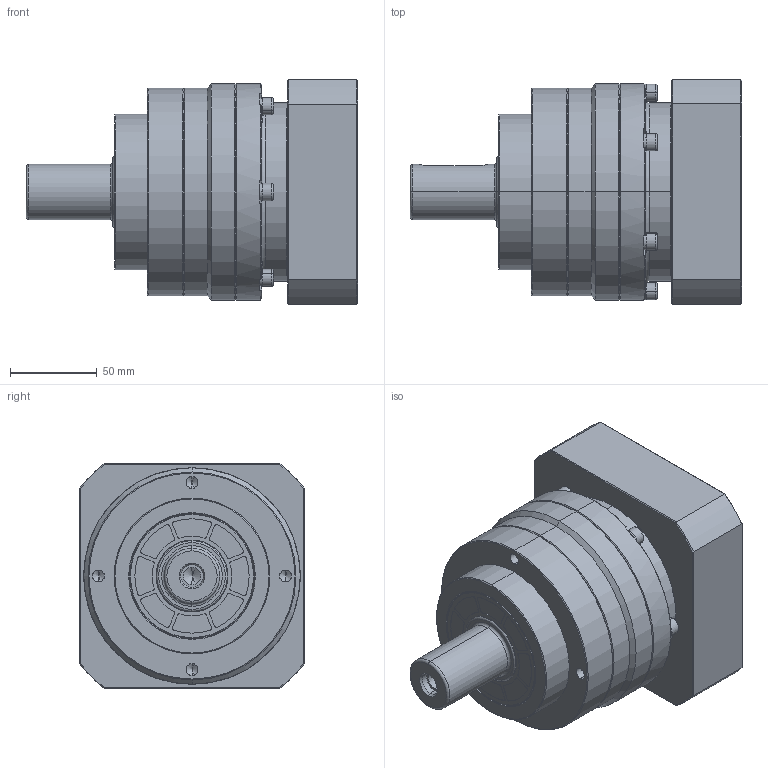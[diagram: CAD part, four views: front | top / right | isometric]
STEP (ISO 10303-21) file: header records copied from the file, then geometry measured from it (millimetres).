
FILE_DESCRIPTION (( 'STEP AP203' ), '1' );
FILE_NAME ('KE115L1-110-22-M8-145俋倛芞.STEP', '2022-10-20T07:45:31', ( 'PC' ), ( 'Microsoft' ), 'SwSTEP 2.0', 'SolidWorks 2016', '' );
FILE_SCHEMA (( 'CONFIG_CONTROL_DESIGN' ));
Length unit declared in the file: millimetre
Products named in the file (14): hexagon socket head cap screws gb_GB_FASTENER_SCREWS_HSHCS M6X25-N; KE115一级齿圈外形图; 24-22曹噤杶; 笢潔楊擘 KS115 俋倛芞; KE115圆输出法兰外形图; 萇儂楊擘俋倛芞 KB115 D110-M8-145F130H38.5; KE115怀堤粣4-10俋倛芞; 一级整体太阳轮带夹套外形图 KB115-D24; 蚐猾40x72x8; hexagon socket head cap screws gb_GB_FASTENER_SCREWS_HSHCS M8X25-N; KE115L1-110-22-M8-145俋倛芞; hexagon socket head cap screws gb_GB_FASTENER_SCREWS_HSHCS M6X20-N; spring lock washers--normal type gb_GB_FASTENER_WASHER_SW 6; hex socket set screws with flat point gb_GB_FASTENER_SCREWS_HSFP M16X16-N
Assembly tree (34 placements, depth 2):
  KE115L1-110-22-M8-145俋倛芞
    KE115一级齿圈外形图
    笢潔楊擘 KS115 俋倛芞
    萇儂楊擘俋倛芞 KB115 D110-M8-145F130H38.5
    一级整体太阳轮带夹套外形图 KB115-D24
    hexagon socket head cap screws gb_GB_FASTENER_SCREWS_HSHCS M8X25-N
    hexagon socket head cap screws gb_GB_FASTENER_SCREWS_HSHCS M6X20-N  x6
    spring lock washers--normal type gb_GB_FASTENER_WASHER_SW 6  x12
    hex socket set screws with flat point gb_GB_FASTENER_SCREWS_HSFP M16X16-N
    hexagon socket head cap screws gb_GB_FASTENER_SCREWS_HSHCS M6X25-N  x6
    24-22曹噤杶
    KE115圆输出法兰外形图
    KE115怀堤粣4-10俋倛芞
    蚐猾40x72x8
Bounding box: 191.5 x 130 x 130 mm (x, y, z)
Volume: 1392367.3 mm3; surface area: 236975.5 mm2
Topology: 35 solids, 35 shells, 1012 faces, 2411 edges, 1467 vertices
Faces by surface type: plane 396, cylinder 371, cone 203, torus 42
Entity records: 21387 total; most frequent: CARTESIAN_POINT 3804, DIRECTION 3539, ORIENTED_EDGE 3034, EDGE_CURVE 1517, AXIS2_PLACEMENT_3D 1422, VERTEX_POINT 961, EDGE_LOOP 756, CIRCLE 733
